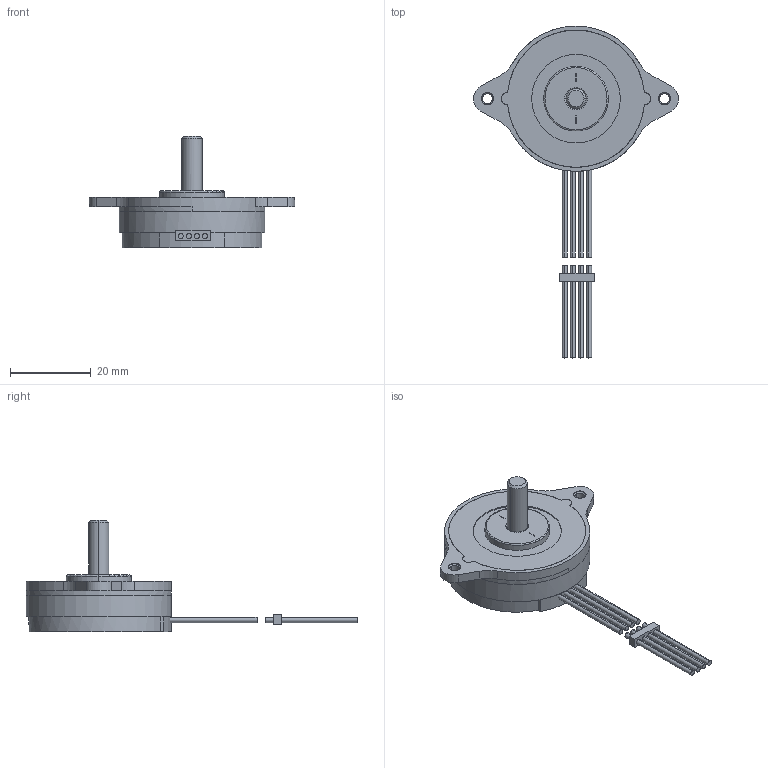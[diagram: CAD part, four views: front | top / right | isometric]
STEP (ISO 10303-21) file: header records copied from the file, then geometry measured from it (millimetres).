
FILE_DESCRIPTION((''),'2;1');
FILE_NAME('2022_10_27_14HR0_ASM','2022-10-27T14:07:07',('ms27855'),(''),'CREO PARAMETRIC BY PTC INC, 2018100','CREO PARAMETRIC BY PTC INC, 2018100','');
FILE_SCHEMA(('CONFIG_CONTROL_DESIGN'));
Length unit declared in the file: millimetre
Products named in the file (29): 4613102101347_AF0_2_2_1_1; 4613104026713_AF1_ASM_2_ASM_1_A_ASM; 4634140202730_AF1_1_1_1_1_1; 4634140202730_AF1_1_2_1_1_1; 4634140202730_AF1_1_3_1_1_1; 4634140202730_AF1_1_4_1_1_1; 4634140202730_AF1_1_5_1_1_1; 4634140202730_AF1_1_ASM_1_ASM_1_ASM; 4613103016475_AF1_ASM_1_ASM_1_A_ASM; 3698201102140_AF1_1_1_1_1; 4219121200841_AF2_1_1_1_1; 4613103016479_AF2_ASM_1_ASM_1_A_ASM; 4613103016481_AF1_ASM_1_ASM_1_A_ASM; 4613103016482_AF0_ASM_1_ASM_1_A_ASM; 4613103016484_ASM_1_ASM_1_ASM_1_ASM; 4219121301309_1_1_1_1; 4331101000001_1_1_1_1; 4219121500559_ASM_1_ASM_1_ASM_1_ASM; 4332101106800_AF0_1_1_1_1; 4613106100811_AF1_1_2_1_1; 4613107115148_ASM_1_ASM_1_ASM_1_ASM; 4219121301353_1_1_1_1; 4331101000176_1_1_1_1; 4219121500080_ASM_1_ASM_1_ASM_1_ASM; 4613153001815_ASM_1_ASM_1_ASM_1_ASM; 4613153001815_ASM_ASM_1_ASM_1_A_ASM; 14HR0_ASM_1_ASM_1_ASM; 14HR0_ASM_ASM_1_ASM; 2022_10_27_14HR0_ASM
Assembly tree (28 placements, depth 12):
  2022_10_27_14HR0_ASM
    14HR0_ASM_ASM_1_ASM
      14HR0_ASM_1_ASM_1_ASM
        4613153001815_ASM_ASM_1_ASM_1_A_ASM
          4613153001815_ASM_1_ASM_1_ASM_1_ASM
            4613103016484_ASM_1_ASM_1_ASM_1_ASM
              4613103016482_AF0_ASM_1_ASM_1_A_ASM
                4613103016481_AF1_ASM_1_ASM_1_A_ASM
                  4613103016479_AF2_ASM_1_ASM_1_A_ASM
            4219121500559_ASM_1_ASM_1_ASM_1_ASM
              4219121301309_1_1_1_1
              4331101000001_1_1_1_1
            4613107115148_ASM_1_ASM_1_ASM_1_ASM
              4332101106800_AF0_1_1_1_1
              4613106100811_AF1_1_2_1_1
            4219121500080_ASM_1_ASM_1_ASM_1_ASM
              4219121301353_1_1_1_1
              4331101000176_1_1_1_1
Bounding box: 50.82 x 82.2 x 27.5 mm (x, y, z)
Volume: 14745.1 mm3; surface area: 12641.4 mm2
Topology: 14 solids, 22 shells, 323 faces, 786 edges, 548 vertices
Faces by surface type: plane 158, cylinder 137, torus 16, cone 12
Entity records: 10682 total; most frequent: DIRECTION 2086, CARTESIAN_POINT 1794, ORIENTED_EDGE 1564, AXIS2_PLACEMENT_3D 896, EDGE_CURVE 786, VERTEX_POINT 548, CIRCLE 488, EDGE_LOOP 392
